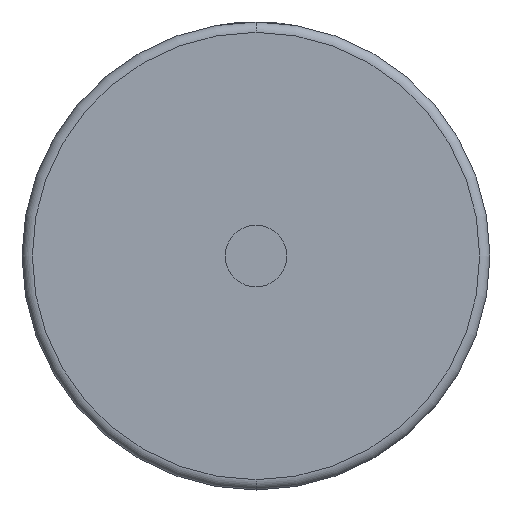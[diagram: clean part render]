
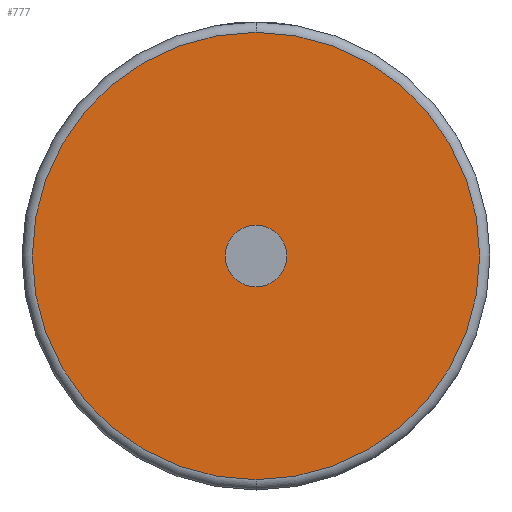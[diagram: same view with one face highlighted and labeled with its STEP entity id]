
A CAD part, front view. The second image highlights one B-rep face of the part: STEP entity #777.
In plain terms, the highlighted planar face has unit normal (0, -1, 0).
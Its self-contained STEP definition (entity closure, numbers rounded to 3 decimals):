
#18 = CARTESIAN_POINT ( 'NONE',  ( 0., 0., 43.5 ) ) ;
#24 = VERTEX_POINT ( 'NONE', #18 ) ;
#255 = DIRECTION ( 'NONE',  ( 0., 0., 1. ) ) ;
#385 = ORIENTED_EDGE ( 'NONE', *, *, #972, .T. ) ;
#391 = CIRCLE ( 'NONE', #2401, 6. ) ;
#420 = CIRCLE ( 'NONE', #1960, 6. ) ;
#437 = DIRECTION ( 'NONE',  ( 0., 0., 1. ) ) ;
#491 = CARTESIAN_POINT ( 'NONE',  ( 0., 0., 0. ) ) ;
#590 = FACE_BOUND ( 'NONE', #3402, .T. ) ;
#594 = CARTESIAN_POINT ( 'NONE',  ( 0., 0., -43.5 ) ) ;
#633 = VERTEX_POINT ( 'NONE', #1501 ) ;
#765 = CARTESIAN_POINT ( 'NONE',  ( 0., 0., -6. ) ) ;
#777 = ADVANCED_FACE ( 'NONE', ( #2872, #590 ), #1295, .F. ) ;
#816 = CARTESIAN_POINT ( 'NONE',  ( 0., 0., 0. ) ) ;
#915 = CARTESIAN_POINT ( 'NONE',  ( 0., 0., 0. ) ) ;
#950 = EDGE_CURVE ( 'NONE', #1385, #633, #391, .T. ) ;
#972 = EDGE_CURVE ( 'NONE', #2850, #24, #1871, .T. ) ;
#989 = DIRECTION ( 'NONE',  ( 0., 1., 0. ) ) ;
#1295 = PLANE ( 'NONE',  #2843 ) ;
#1385 = VERTEX_POINT ( 'NONE', #765 ) ;
#1501 = CARTESIAN_POINT ( 'NONE',  ( 0., 0., 6. ) ) ;
#1609 = DIRECTION ( 'NONE',  ( 0., -1., 0. ) ) ;
#1646 = DIRECTION ( 'NONE',  ( 0., -1., 0. ) ) ;
#1647 = CARTESIAN_POINT ( 'NONE',  ( 0., 0., 0. ) ) ;
#1871 = CIRCLE ( 'NONE', #2598, 43.5 ) ;
#1923 = DIRECTION ( 'NONE',  ( 0., 0., 1. ) ) ;
#1960 = AXIS2_PLACEMENT_3D ( 'NONE', #1647, #1609, #437 ) ;
#1998 = AXIS2_PLACEMENT_3D ( 'NONE', #491, #1646, #1923 ) ;
#2043 = EDGE_CURVE ( 'NONE', #24, #2850, #3210, .T. ) ;
#2229 = ORIENTED_EDGE ( 'NONE', *, *, #950, .F. ) ;
#2307 = DIRECTION ( 'NONE',  ( 0., -1., 0. ) ) ;
#2352 = EDGE_CURVE ( 'NONE', #633, #1385, #420, .T. ) ;
#2401 = AXIS2_PLACEMENT_3D ( 'NONE', #915, #3189, #255 ) ;
#2598 = AXIS2_PLACEMENT_3D ( 'NONE', #816, #2307, #3687 ) ;
#2640 = ORIENTED_EDGE ( 'NONE', *, *, #2352, .F. ) ;
#2843 = AXIS2_PLACEMENT_3D ( 'NONE', #3593, #989, #3036 ) ;
#2845 = EDGE_LOOP ( 'NONE', ( #3256, #385 ) ) ;
#2850 = VERTEX_POINT ( 'NONE', #594 ) ;
#2872 = FACE_OUTER_BOUND ( 'NONE', #2845, .T. ) ;
#3036 = DIRECTION ( 'NONE',  ( 0., 0., 1. ) ) ;
#3189 = DIRECTION ( 'NONE',  ( 0., -1., 0. ) ) ;
#3210 = CIRCLE ( 'NONE', #1998, 43.5 ) ;
#3256 = ORIENTED_EDGE ( 'NONE', *, *, #2043, .T. ) ;
#3402 = EDGE_LOOP ( 'NONE', ( #2640, #2229 ) ) ;
#3593 = CARTESIAN_POINT ( 'NONE',  ( 0., 0., 0. ) ) ;
#3687 = DIRECTION ( 'NONE',  ( 0., 0., 1. ) ) ;
